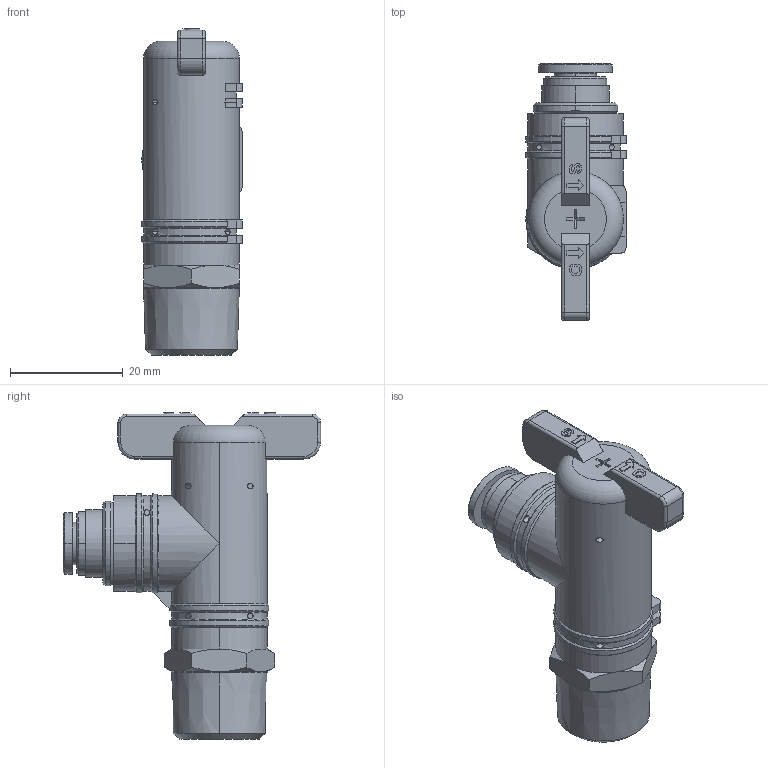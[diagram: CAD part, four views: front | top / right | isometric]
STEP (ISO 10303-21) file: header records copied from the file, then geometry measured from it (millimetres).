
FILE_DESCRIPTION((''),'2;1');
FILE_NAME('GBL200603-mdt.stp','2017-07-10T17:57:29',(''),(''),'Mechanical Desktop 2009','Mechanical Desktop 2009',', , ');
FILE_SCHEMA(('CONFIG_CONTROL_DESIGN'));
Length unit declared in the file: millimetre
Products named in the file (8): GBL200603-MDTA; GBL200603-MDT; BOLT-M3; 20-R03; 20-R02; BC6-20; COLLAR-06C; HA
Assembly tree (8 placements, depth 3):
  GBL200603-MDTA
    GBL200603-MDT
    BOLT-M3
    20-R03
    20-R02
    BC6-20  x2
      COLLAR-06C
    HA
Bounding box: 17.8 x 45.7 x 57.95 mm (x, y, z)
Volume: 16655.2 mm3; surface area: 5814.9 mm2
Topology: 1 solids, 5 shells, 574 faces, 1549 edges, 1006 vertices
Faces by surface type: plane 396, cylinder 104, cone 42, bspline 22, torus 10
Entity records: 19607 total; most frequent: CARTESIAN_POINT 5120, ORIENTED_EDGE 3094, DIRECTION 2828, EDGE_CURVE 1547, VECTOR 1160, LINE 1160, VERTEX_POINT 1006, AXIS2_PLACEMENT_3D 834
